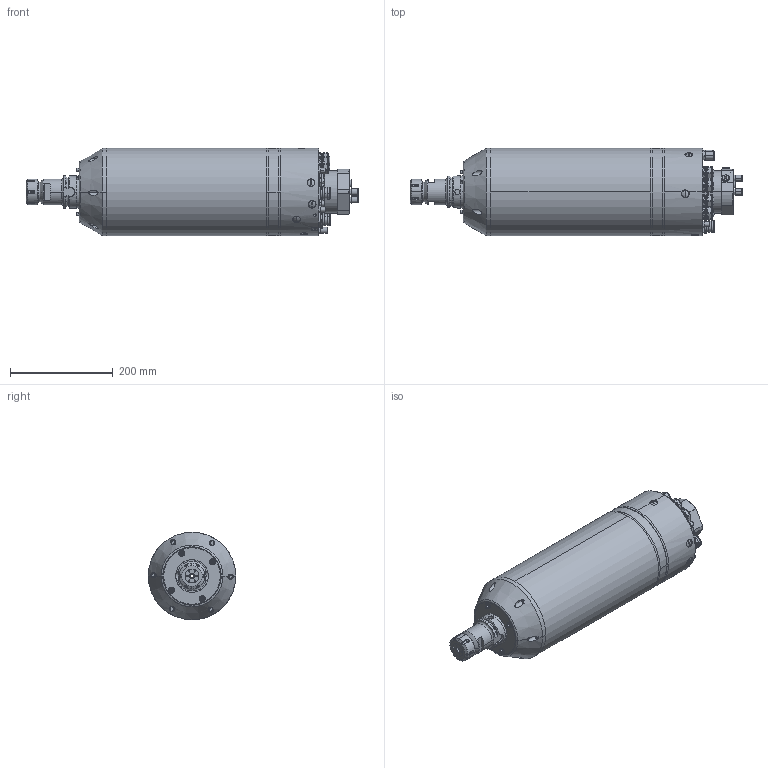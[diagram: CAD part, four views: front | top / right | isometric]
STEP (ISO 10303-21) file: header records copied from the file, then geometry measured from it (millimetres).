
FILE_DESCRIPTION (( 'STEP AP203' ), '1' );
FILE_NAME ('170AI20HK-02-.STEP', '2010-12-07T10:34:31', ( 'IBAGCAD_7' ), ( 'IBAG Switzerland AG' ), 'SwSTEP 2.0', 'SolidWorks 2010', '' );
FILE_SCHEMA (( 'CONFIG_CONTROL_DESIGN' ));
Length unit declared in the file: millimetre
Products named in the file (1): 170AI20HK-02-
Bounding box: 644.82 x 170 x 170 mm (x, y, z)
Surface area: 428770 mm2 (no closed solid volume)
Topology: 0 solids, 136 shells, 1289 faces, 3799 edges, 2662 vertices
Faces by surface type: cylinder 529, plane 526, torus 109, cone 89, sphere 24, bspline 12
Entity records: 45790 total; most frequent: CARTESIAN_POINT 10725, DIRECTION 7925, ORIENTED_EDGE 6193, EDGE_CURVE 3753, AXIS2_PLACEMENT_3D 3094, VERTEX_POINT 2650, CIRCLE 1816, VECTOR 1737
